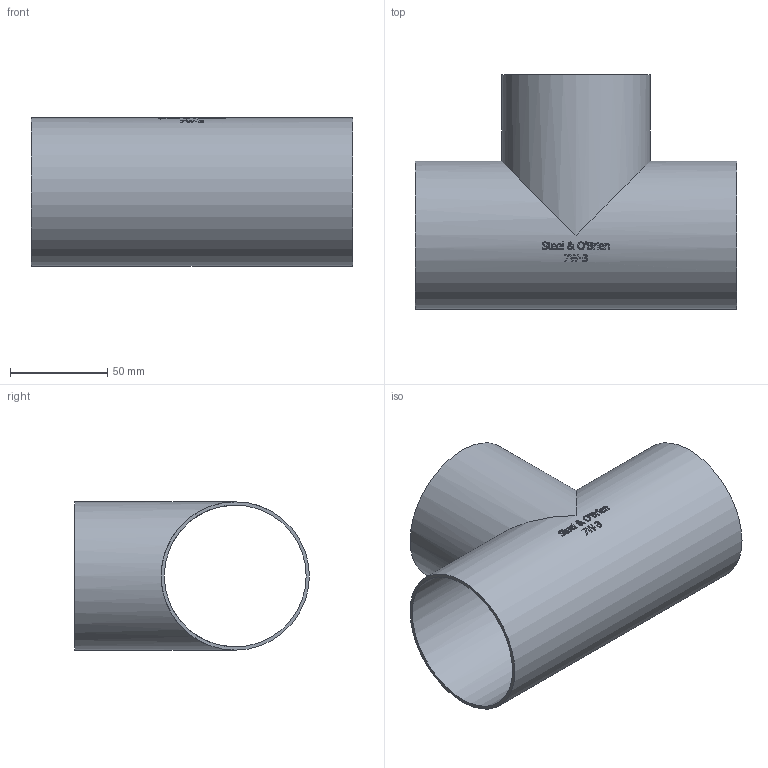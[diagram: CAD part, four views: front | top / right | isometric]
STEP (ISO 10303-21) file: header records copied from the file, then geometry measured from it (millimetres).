
FILE_DESCRIPTION(/* description */ (''),/* implementation_level */ '2;1');
FILE_NAME(/* name */ '7W-3.stp',/* time_stamp */ '2019-02-05T15:35:31-05:00',/* author */ ('rick'),/* organization */ (''),/* preprocessor_version */ 'ST-DEVELOPER v15.2',/* originating_system */ 'Autodesk Inventor 2014',/* authorisation */ '');
FILE_SCHEMA (('AUTOMOTIVE_DESIGN { 1 0 10303 214 3 1 1 }'));
Length unit declared in the file: inch
Products named in the file (1): 7W-3
Bounding box: 165.1 x 120.65 x 76.2 mm (x, y, z)
Volume: 77397.1 mm3; surface area: 94953 mm2
Topology: 1 solids, 1 shells, 283 faces, 770 edges, 514 vertices
Faces by surface type: bspline 138, plane 115, cylinder 30
Full cylindrical faces by diameter (mm): 72.898 x2, 76.2 x2
Entity records: 11297 total; most frequent: CARTESIAN_POINT 4956, ORIENTED_EDGE 1520, DIRECTION 904, EDGE_CURVE 760, VERTEX_POINT 510, LINE 356, VECTOR 356, EDGE_LOOP 318
